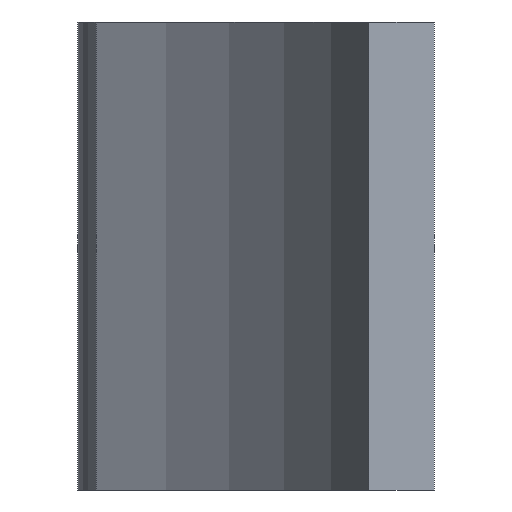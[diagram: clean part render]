
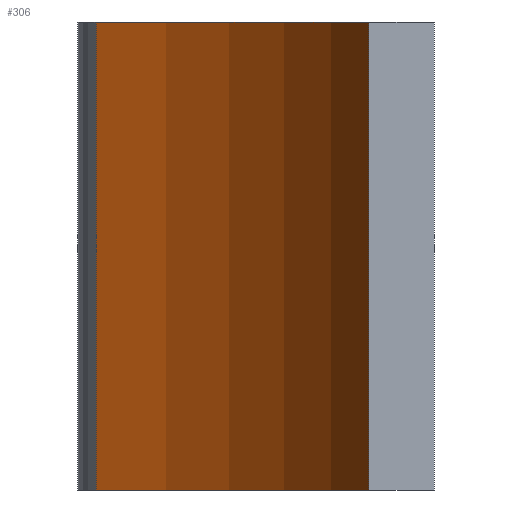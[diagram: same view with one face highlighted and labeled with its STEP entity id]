
A CAD part, left-side view. The second image highlights one B-rep face of the part: STEP entity #306.
In plain terms, the highlighted cylindrical face has radius 33.2 mm (diameter 66.4 mm), a partial arc.
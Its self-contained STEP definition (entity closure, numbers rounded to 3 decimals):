
#14=CYLINDRICAL_SURFACE('',#348,33.2);
#29=FACE_OUTER_BOUND('',#45,.T.);
#45=EDGE_LOOP('',(#249,#250,#251,#252));
#51=CIRCLE('',#336,33.2);
#54=CIRCLE('',#349,33.2);
#86=LINE('',#506,#122);
#87=LINE('',#510,#123);
#122=VECTOR('',#414,10.);
#123=VECTOR('',#419,10.);
#140=VERTEX_POINT('',#462);
#141=VERTEX_POINT('',#464);
#152=VERTEX_POINT('',#504);
#153=VERTEX_POINT('',#508);
#168=EDGE_CURVE('',#141,#140,#51,.T.);
#189=EDGE_CURVE('',#152,#140,#86,.T.);
#190=EDGE_CURVE('',#152,#153,#54,.T.);
#191=EDGE_CURVE('',#153,#141,#87,.T.);
#249=ORIENTED_EDGE('',*,*,#190,.T.);
#250=ORIENTED_EDGE('',*,*,#191,.T.);
#251=ORIENTED_EDGE('',*,*,#168,.T.);
#252=ORIENTED_EDGE('',*,*,#189,.F.);
#306=ADVANCED_FACE('',(#29),#14,.F.);
#336=AXIS2_PLACEMENT_3D('',#465,#372,#373);
#348=AXIS2_PLACEMENT_3D('',#507,#415,#416);
#349=AXIS2_PLACEMENT_3D('',#509,#417,#418);
#372=DIRECTION('center_axis',(0.,0.,-1.));
#373=DIRECTION('ref_axis',(0.393,-0.92,0.));
#414=DIRECTION('',(0.,0.,-1.));
#415=DIRECTION('center_axis',(0.,0.,1.));
#416=DIRECTION('ref_axis',(0.393,-0.92,0.));
#417=DIRECTION('center_axis',(0.,0.,1.));
#418=DIRECTION('ref_axis',(0.393,-0.92,0.));
#419=DIRECTION('',(0.,0.,-1.));
#462=CARTESIAN_POINT('',(-19.05,2.5,-12.5));
#464=CARTESIAN_POINT('',(-2.983,17.063,-12.5));
#465=CARTESIAN_POINT('Origin',(-32.09,33.032,-12.5));
#504=CARTESIAN_POINT('',(-19.05,2.5,12.5));
#506=CARTESIAN_POINT('',(-19.05,2.5,0.));
#507=CARTESIAN_POINT('Origin',(-32.09,33.032,0.));
#508=CARTESIAN_POINT('',(-2.983,17.063,12.5));
#509=CARTESIAN_POINT('Origin',(-32.09,33.032,12.5));
#510=CARTESIAN_POINT('',(-2.983,17.063,0.));
